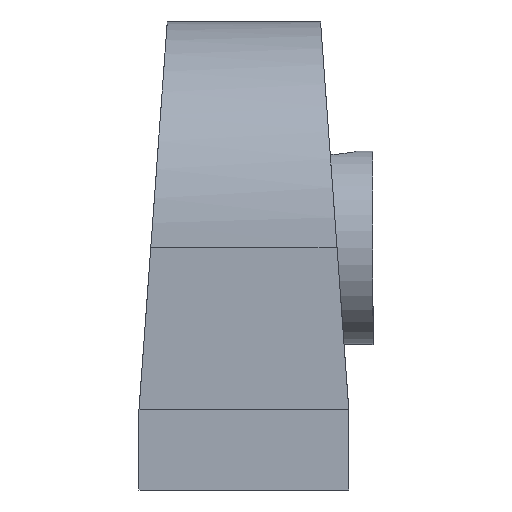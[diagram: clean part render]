
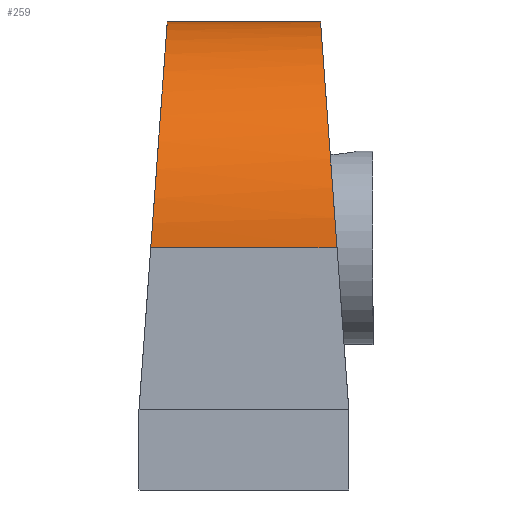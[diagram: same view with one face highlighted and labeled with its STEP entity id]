
A CAD part, left-side view. The second image highlights one B-rep face of the part: STEP entity #259.
In plain terms, the highlighted cylindrical face has radius 14 mm (diameter 28 mm), a partial arc.
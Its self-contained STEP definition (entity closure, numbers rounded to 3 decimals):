
#48 = VERTEX_POINT('',#49);
#49 = CARTESIAN_POINT('',(41.5,-0.729,15.));
#57 = EDGE_CURVE('',#48,#58,#60,.T.);
#58 = VERTEX_POINT('',#59);
#59 = CARTESIAN_POINT('',(41.5,-12.271,15.));
#60 = LINE('',#61,#62);
#61 = CARTESIAN_POINT('',(41.5,0.,15.));
#62 = VECTOR('',#63,1.);
#63 = DIRECTION('',(0.,-1.,0.));
#96 = EDGE_CURVE('',#48,#97,#99,.T.);
#97 = VERTEX_POINT('',#98);
#98 = CARTESIAN_POINT('',(27.5,-1.75,29.));
#99 = ELLIPSE('',#100,14.037,14.);
#100 = AXIS2_PLACEMENT_3D('',#101,#102,#103);
#101 = CARTESIAN_POINT('',(27.5,-0.729,15.));
#102 = DIRECTION('',(0.,-0.997,
    -0.073));
#103 = DIRECTION('',(0.,0.073,
    -0.997));
#105 = EDGE_CURVE('',#97,#106,#108,.T.);
#106 = VERTEX_POINT('',#107);
#107 = CARTESIAN_POINT('',(13.5,-0.729,15.));
#108 = ELLIPSE('',#109,14.037,14.);
#109 = AXIS2_PLACEMENT_3D('',#110,#111,#112);
#110 = CARTESIAN_POINT('',(27.5,-0.729,15.));
#111 = DIRECTION('',(0.,-0.997,
    -0.073));
#112 = DIRECTION('',(0.,0.073,
    -0.997));
#196 = EDGE_CURVE('',#197,#199,#201,.T.);
#197 = VERTEX_POINT('',#198);
#198 = CARTESIAN_POINT('',(13.5,-12.271,15.));
#199 = VERTEX_POINT('',#200);
#200 = CARTESIAN_POINT('',(27.5,-11.25,29.));
#201 = ELLIPSE('',#202,14.037,14.);
#202 = AXIS2_PLACEMENT_3D('',#203,#204,#205);
#203 = CARTESIAN_POINT('',(27.5,-12.271,15.));
#204 = DIRECTION('',(0.,0.997,
    -0.073));
#205 = DIRECTION('',(0.,0.073,
    0.997));
#207 = EDGE_CURVE('',#199,#58,#208,.T.);
#208 = ELLIPSE('',#209,14.037,14.);
#209 = AXIS2_PLACEMENT_3D('',#210,#211,#212);
#210 = CARTESIAN_POINT('',(27.5,-12.271,15.));
#211 = DIRECTION('',(0.,0.997,
    -0.073));
#212 = DIRECTION('',(0.,0.073,
    0.997));
#259 = ADVANCED_FACE('',(#260),#273,.T.);
#260 = FACE_BOUND('',#261,.F.);
#261 = EDGE_LOOP('',(#262,#268,#269,#270,#271,#272));
#262 = ORIENTED_EDGE('',*,*,#263,.F.);
#263 = EDGE_CURVE('',#106,#197,#264,.T.);
#264 = LINE('',#265,#266);
#265 = CARTESIAN_POINT('',(13.5,0.,15.));
#266 = VECTOR('',#267,1.);
#267 = DIRECTION('',(0.,-1.,0.));
#268 = ORIENTED_EDGE('',*,*,#105,.F.);
#269 = ORIENTED_EDGE('',*,*,#96,.F.);
#270 = ORIENTED_EDGE('',*,*,#57,.T.);
#271 = ORIENTED_EDGE('',*,*,#207,.F.);
#272 = ORIENTED_EDGE('',*,*,#196,.F.);
#273 = CYLINDRICAL_SURFACE('',#274,14.);
#274 = AXIS2_PLACEMENT_3D('',#275,#276,#277);
#275 = CARTESIAN_POINT('',(27.5,0.,15.));
#276 = DIRECTION('',(0.,1.,0.));
#277 = DIRECTION('',(1.,0.,0.));
